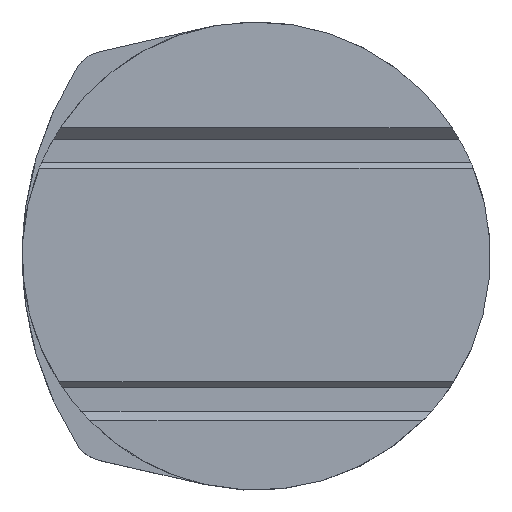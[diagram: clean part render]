
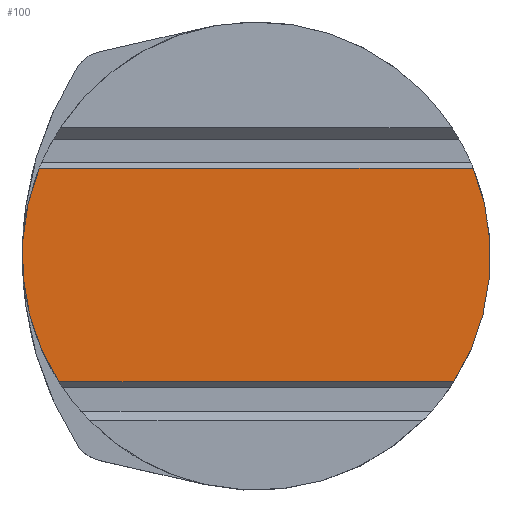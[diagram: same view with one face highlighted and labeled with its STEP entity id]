
A CAD part, top view. The second image highlights one B-rep face of the part: STEP entity #100.
In plain terms, the highlighted planar face has unit normal (0, 0, 1).
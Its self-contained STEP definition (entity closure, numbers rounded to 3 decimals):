
#100=ADVANCED_FACE('',(#176),#150,.F.);
#150=PLANE('',#835);
#176=FACE_OUTER_BOUND('',#217,.T.);
#217=EDGE_LOOP('',(#294,#295,#296,#297));
#294=ORIENTED_EDGE('',*,*,#557,.F.);
#295=ORIENTED_EDGE('',*,*,#558,.F.);
#296=ORIENTED_EDGE('',*,*,#559,.T.);
#297=ORIENTED_EDGE('',*,*,#560,.F.);
#490=VERTEX_POINT('',#1236);
#491=VERTEX_POINT('',#1237);
#492=VERTEX_POINT('',#1239);
#493=VERTEX_POINT('',#1241);
#557=EDGE_CURVE('',#490,#491,#706,.T.);
#558=EDGE_CURVE('',#492,#490,#652,.T.);
#559=EDGE_CURVE('',#492,#493,#707,.T.);
#560=EDGE_CURVE('',#491,#493,#653,.T.);
#652=CIRCLE('',#833,40.);
#653=CIRCLE('',#834,40.);
#706=LINE('',#1235,#748);
#707=LINE('',#1240,#749);
#748=VECTOR('',#969,1.);
#749=VECTOR('',#972,1.);
#833=AXIS2_PLACEMENT_3D('',#1238,#970,#971);
#834=AXIS2_PLACEMENT_3D('',#1242,#973,#974);
#835=AXIS2_PLACEMENT_3D('',#1243,#975,#976);
#969=DIRECTION('',(-1.,0.,0.));
#970=DIRECTION('',(0.,0.,-1.));
#971=DIRECTION('',(0.,-1.,0.));
#972=DIRECTION('',(-1.,0.,0.));
#973=DIRECTION('',(0.,0.,-1.));
#974=DIRECTION('',(0.,-1.,0.));
#975=DIRECTION('',(0.,0.,-1.));
#976=DIRECTION('',(0.,-1.,0.));
#1235=CARTESIAN_POINT('',(50.,-21.5,0.));
#1236=CARTESIAN_POINT('',(33.731,-21.5,0.));
#1237=CARTESIAN_POINT('',(-33.731,-21.5,0.));
#1238=CARTESIAN_POINT('',(0.,0.,0.));
#1239=CARTESIAN_POINT('',(37.081,15.,0.));
#1240=CARTESIAN_POINT('',(50.,15.,0.));
#1241=CARTESIAN_POINT('',(-37.081,15.,0.));
#1242=CARTESIAN_POINT('',(0.,0.,0.));
#1243=CARTESIAN_POINT('',(50.,14.675,0.));
